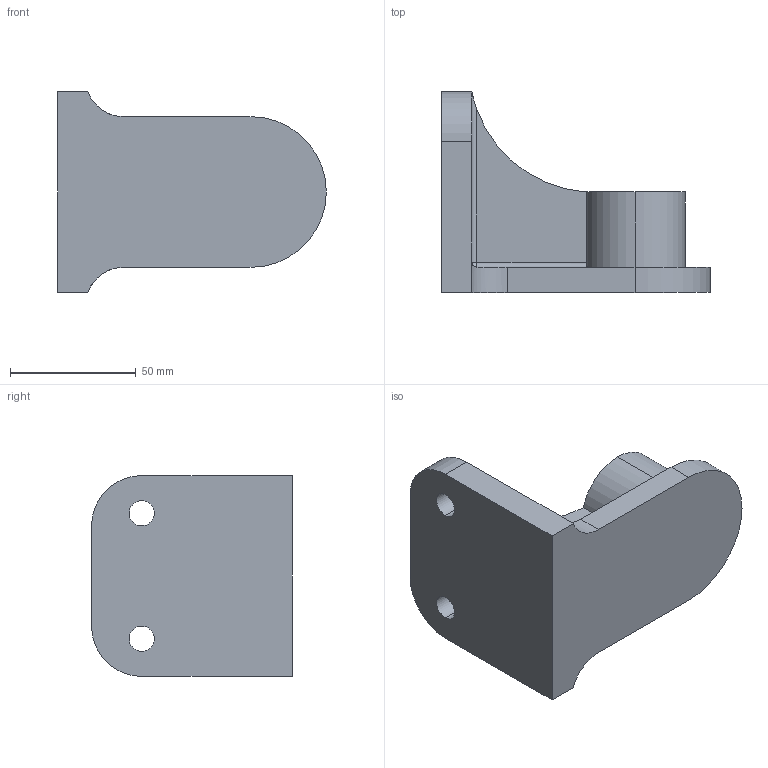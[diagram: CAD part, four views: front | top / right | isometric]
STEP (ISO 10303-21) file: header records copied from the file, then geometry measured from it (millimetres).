
FILE_DESCRIPTION (( 'STEP AP214' ), '1' );
FILE_NAME ('Part42.STEP', '2025-03-03T12:58:24', ( '' ), ( '' ), 'SwSTEP 2.0', 'SolidWorks 2024', '' );
FILE_SCHEMA (( 'AUTOMOTIVE_DESIGN' ));
Length unit declared in the file: millimetre
Products named in the file (1): Part42
Bounding box: 107 x 80 x 80 mm (x, y, z)
Volume: 168410.4 mm3; surface area: 37615.9 mm2
Topology: 1 solids, 1 shells, 43 faces, 105 edges, 63 vertices
Faces by surface type: cylinder 21, plane 16, cone 4, sphere 2
Entity records: 1354 total; most frequent: CARTESIAN_POINT 310, DIRECTION 223, ORIENTED_EDGE 206, EDGE_CURVE 103, AXIS2_PLACEMENT_3D 84, VERTEX_POINT 63, VECTOR 55, LINE 55
